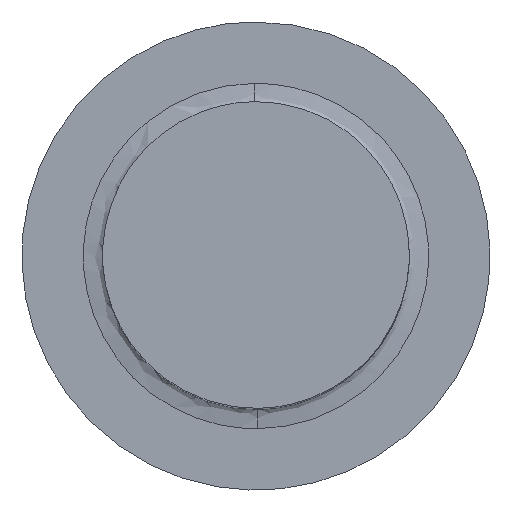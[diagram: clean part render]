
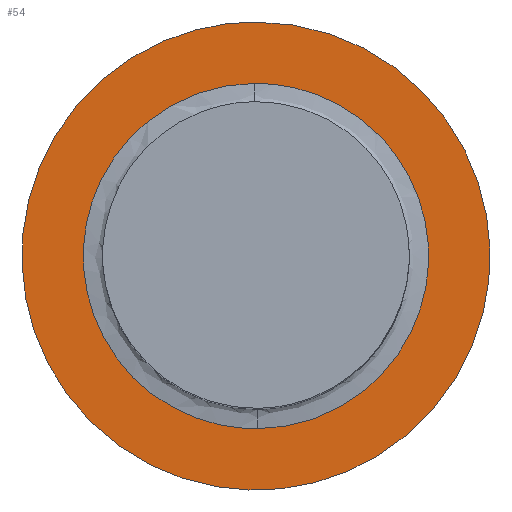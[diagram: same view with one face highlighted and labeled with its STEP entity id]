
A CAD part, top view. The second image highlights one B-rep face of the part: STEP entity #54.
In plain terms, the highlighted planar face has unit normal (0, 0, 1).
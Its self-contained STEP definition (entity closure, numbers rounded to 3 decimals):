
#48=FACE_BOUND($,#135,.T.);
#54=ADVANCED_FACE($,(#94,#48),#525,.T.);
#94=FACE_OUTER_BOUND($,#134,.T.);
#134=EDGE_LOOP($,(#180));
#135=EDGE_LOOP($,(#181,#182));
#180=ORIENTED_EDGE($,*,*,#337,.F.);
#181=ORIENTED_EDGE($,*,*,#342,.F.);
#182=ORIENTED_EDGE($,*,*,#338,.F.);
#337=EDGE_CURVE($,#429,#429,#533,.T.);
#338=EDGE_CURVE($,#430,#431,#534,.T.);
#342=EDGE_CURVE($,#431,#430,#538,.T.);
#429=VERTEX_POINT($,#1051);
#430=VERTEX_POINT($,#1052);
#431=VERTEX_POINT($,#1053);
#525=PLANE($,#794);
#533=(
BOUNDED_CURVE()
B_SPLINE_CURVE(2,(#832,#833,#834,#835,#836,#837,#838,#839,#840),.UNSPECIFIED.,
.T.,.F.)
B_SPLINE_CURVE_WITH_KNOTS((3,2,2,2,3),(0.,1.571,3.142,
4.712,6.283),.UNSPECIFIED.)
CURVE()
GEOMETRIC_REPRESENTATION_ITEM()
RATIONAL_B_SPLINE_CURVE((1.,0.707,1.,0.707,1.,0.707,
1.,0.707,1.))
REPRESENTATION_ITEM($)
);
#534=(
BOUNDED_CURVE()
B_SPLINE_CURVE(2,(#841,#842,#843,#844,#845),.UNSPECIFIED.,.F.,.F.)
B_SPLINE_CURVE_WITH_KNOTS((3,2,3),(-6.283,-4.712,-3.142),
.UNSPECIFIED.)
CURVE()
GEOMETRIC_REPRESENTATION_ITEM()
RATIONAL_B_SPLINE_CURVE((1.,0.707,1.,0.707,1.))
REPRESENTATION_ITEM($)
);
#538=(
BOUNDED_CURVE()
B_SPLINE_CURVE(2,(#883,#884,#885,#886,#887),.UNSPECIFIED.,.F.,.F.)
B_SPLINE_CURVE_WITH_KNOTS((3,2,3),(-3.142,-1.571,0.),
.UNSPECIFIED.)
CURVE()
GEOMETRIC_REPRESENTATION_ITEM()
RATIONAL_B_SPLINE_CURVE((1.,0.707,1.,0.707,1.))
REPRESENTATION_ITEM($)
);
#794=AXIS2_PLACEMENT_3D($,#889,#809,$);
#809=DIRECTION($,(0.,0.,1.));
#832=CARTESIAN_POINT($,(-0.389,38.129,1483.842));
#833=CARTESIAN_POINT($,(37.74,38.518,1483.842));
#834=CARTESIAN_POINT($,(38.129,0.388,1483.842));
#835=CARTESIAN_POINT($,(38.518,-37.741,1483.842));
#836=CARTESIAN_POINT($,(0.388,-38.13,1483.842));
#837=CARTESIAN_POINT($,(-37.741,-38.518,1483.842));
#838=CARTESIAN_POINT($,(-38.13,-0.389,1483.842));
#839=CARTESIAN_POINT($,(-38.518,37.74,1483.842));
#840=CARTESIAN_POINT($,(-0.389,38.129,1483.842));
#841=CARTESIAN_POINT($,(-0.287,28.129,1483.842));
#842=CARTESIAN_POINT($,(-28.417,27.842,1483.842));
#843=CARTESIAN_POINT($,(-28.13,-0.287,1483.842));
#844=CARTESIAN_POINT($,(-27.843,-28.417,1483.842));
#845=CARTESIAN_POINT($,(0.286,-28.13,1483.842));
#883=CARTESIAN_POINT($,(0.286,-28.13,1483.842));
#884=CARTESIAN_POINT($,(28.416,-27.843,1483.842));
#885=CARTESIAN_POINT($,(28.129,0.286,1483.842));
#886=CARTESIAN_POINT($,(27.842,28.416,1483.842));
#887=CARTESIAN_POINT($,(-0.287,28.129,1483.842));
#889=CARTESIAN_POINT($,(-38.518,38.518,1483.842));
#1051=CARTESIAN_POINT($,(-0.389,38.129,1483.842));
#1052=CARTESIAN_POINT($,(-0.287,28.129,1483.842));
#1053=CARTESIAN_POINT($,(0.286,-28.13,1483.842));
